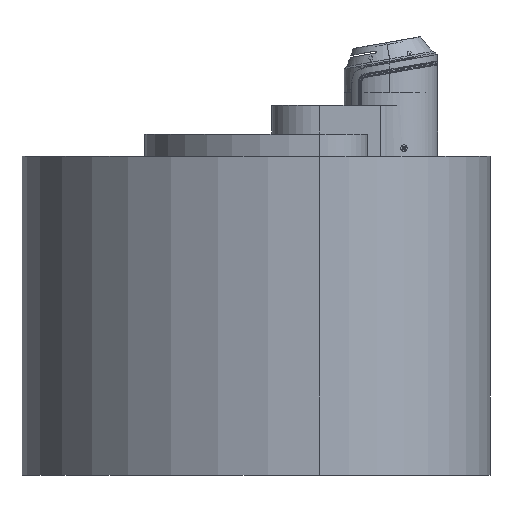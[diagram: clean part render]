
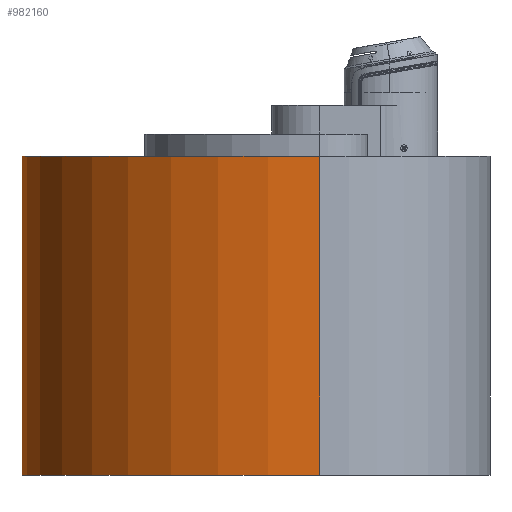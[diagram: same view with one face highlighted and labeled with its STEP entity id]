
A CAD part, left-side view. The second image highlights one B-rep face of the part: STEP entity #982160.
In plain terms, the highlighted cylindrical face has radius 467 mm (diameter 934 mm), a partial arc.
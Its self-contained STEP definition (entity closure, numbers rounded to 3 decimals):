
#981170=CARTESIAN_POINT('',(508.4,-42.4,0.));
#981180=VERTEX_POINT('',#981170);
#981280=CARTESIAN_POINT('',(-425.6,-42.4,0.));
#981290=VERTEX_POINT('',#981280);
#981320=CARTESIAN_POINT('',(41.4,-42.4,0.));
#981330=DIRECTION('',(0.,0.,1.));
#981340=DIRECTION('',(-1.,0.,0.));
#981350=AXIS2_PLACEMENT_3D('',#981320,#981330,#981340);
#981360=CIRCLE('',#981350,467.);
#981370=EDGE_CURVE('',#981290,#981180,#981360,.T.);
#981520=CARTESIAN_POINT('',(508.4,-42.4,500.));
#981530=VERTEX_POINT('',#981520);
#981650=CARTESIAN_POINT('',(508.4,-42.4,580.));
#981660=DIRECTION('',(0.,0.,-1.));
#981670=VECTOR('',#981660,1.);
#981680=LINE('',#981650,#981670);
#981690=EDGE_CURVE('',#981530,#981180,#981680,.T.);
#981840=CARTESIAN_POINT('',(-425.6,-42.4,500.));
#981850=VERTEX_POINT('',#981840);
#981880=CARTESIAN_POINT('',(-425.6,-42.4,580.));
#981890=DIRECTION('',(0.,0.,-1.));
#981900=VECTOR('',#981890,1.);
#981910=LINE('',#981880,#981900);
#981920=EDGE_CURVE('',#981850,#981290,#981910,.T.);
#981990=CARTESIAN_POINT('',(41.4,-42.4,580.));
#982000=DIRECTION('',(0.,0.,1.));
#982010=DIRECTION('',(-1.,0.,0.));
#982020=AXIS2_PLACEMENT_3D('',#981990,#982000,#982010);
#982030=CYLINDRICAL_SURFACE('',#982020,467.);
#982040=CARTESIAN_POINT('',(41.4,-42.4,500.));
#982050=DIRECTION('',(0.,0.,1.));
#982060=DIRECTION('',(-1.,0.,0.));
#982070=AXIS2_PLACEMENT_3D('',#982040,#982050,#982060);
#982080=CIRCLE('',#982070,467.);
#982090=EDGE_CURVE('',#981850,#981530,#982080,.T.);
#982100=ORIENTED_EDGE('',*,*,#982090,.F.);
#982110=ORIENTED_EDGE('',*,*,#981690,.F.);
#982120=ORIENTED_EDGE('',*,*,#981370,.T.);
#982130=ORIENTED_EDGE('',*,*,#981920,.T.);
#982140=EDGE_LOOP('',(#982130,#982120,#982110,#982100));
#982150=FACE_OUTER_BOUND('',#982140,.T.);
#982160=ADVANCED_FACE('',(#982150),#982030,.T.);
